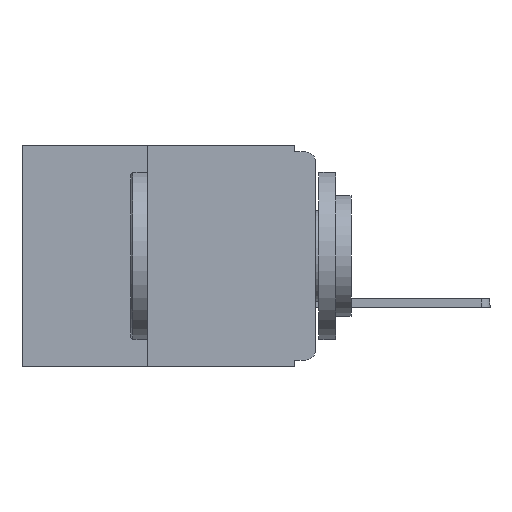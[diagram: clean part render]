
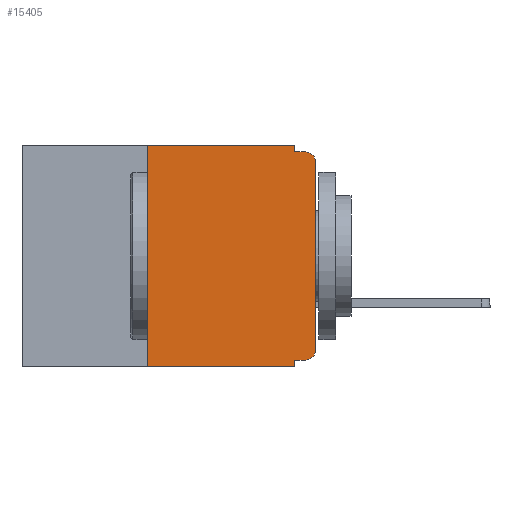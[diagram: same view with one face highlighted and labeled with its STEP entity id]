
A CAD part, left-side view. The second image highlights one B-rep face of the part: STEP entity #15405.
In plain terms, the highlighted planar face has unit normal (-1, 0, 0).
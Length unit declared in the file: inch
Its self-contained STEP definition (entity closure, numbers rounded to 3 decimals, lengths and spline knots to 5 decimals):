
#320 = VECTOR ( 'NONE', #16602, 39.37008 ) ;
#365 = CARTESIAN_POINT ( 'NONE',  ( 0., 0.015, -0.32 ) ) ;
#390 = VECTOR ( 'NONE', #15753, 39.37008 ) ;
#423 = DIRECTION ( 'NONE',  ( 0., 0., -1. ) ) ;
#464 = CARTESIAN_POINT ( 'NONE',  ( 0., 0.031, -0.33 ) ) ;
#522 = ORIENTED_EDGE ( 'NONE', *, *, #17024, .F. ) ;
#838 = CARTESIAN_POINT ( 'NONE',  ( 0., 0.031, 0. ) ) ;
#902 = VERTEX_POINT ( 'NONE', #2633 ) ;
#1230 = LINE ( 'NONE', #16204, #320 ) ;
#1373 = LINE ( 'NONE', #15653, #390 ) ;
#1599 = VECTOR ( 'NONE', #8002, 39.37008 ) ;
#1621 = AXIS2_PLACEMENT_3D ( 'NONE', #2323, #2282, #2278 ) ;
#1658 = LINE ( 'NONE', #10725, #1599 ) ;
#1893 = VECTOR ( 'NONE', #423, 39.37008 ) ;
#2254 = ORIENTED_EDGE ( 'NONE', *, *, #5833, .F. ) ;
#2278 = DIRECTION ( 'NONE',  ( 0., 0., -1. ) ) ;
#2282 = DIRECTION ( 'NONE',  ( -1., 0., 0. ) ) ;
#2286 = ORIENTED_EDGE ( 'NONE', *, *, #14380, .F. ) ;
#2323 = CARTESIAN_POINT ( 'NONE',  ( 0., 0.015, -0.305 ) ) ;
#2375 = LINE ( 'NONE', #464, #1893 ) ;
#2633 = CARTESIAN_POINT ( 'NONE',  ( 0., 0.25, 0. ) ) ;
#3669 = VECTOR ( 'NONE', #17106, 39.37008 ) ;
#3725 = ORIENTED_EDGE ( 'NONE', *, *, #16827, .F. ) ;
#3728 = LINE ( 'NONE', #17383, #3669 ) ;
#3891 = AXIS2_PLACEMENT_3D ( 'NONE', #10309, #12730, #12153 ) ;
#3920 = VECTOR ( 'NONE', #4139, 39.37008 ) ;
#4125 = VERTEX_POINT ( 'NONE', #365 ) ;
#4139 = DIRECTION ( 'NONE',  ( 0., -1., 0. ) ) ;
#4201 = VERTEX_POINT ( 'NONE', #17802 ) ;
#4472 = ORIENTED_EDGE ( 'NONE', *, *, #8338, .T. ) ;
#4512 = DIRECTION ( 'NONE',  ( 0., -1., 0. ) ) ;
#4580 = CARTESIAN_POINT ( 'NONE',  ( 0., 0., -0.305 ) ) ;
#4893 = VERTEX_POINT ( 'NONE', #12598 ) ;
#5048 = CIRCLE ( 'NONE', #1621, 0.015 ) ;
#5054 = EDGE_LOOP ( 'NONE', ( #17655, #17666, #522, #2254, #2286, #3725, #4472, #5934, #6194, #6650 ) ) ;
#5163 = CARTESIAN_POINT ( 'NONE',  ( 0., 0., -0.01 ) ) ;
#5301 = CARTESIAN_POINT ( 'NONE',  ( 0., 0.437, -0.33 ) ) ;
#5603 = CIRCLE ( 'NONE', #16459, 0.015 ) ;
#5833 = EDGE_CURVE ( 'NONE', #12758, #10533, #1658, .T. ) ;
#5934 = ORIENTED_EDGE ( 'NONE', *, *, #12488, .F. ) ;
#6194 = ORIENTED_EDGE ( 'NONE', *, *, #17669, .F. ) ;
#6650 = ORIENTED_EDGE ( 'NONE', *, *, #18161, .T. ) ;
#8002 = DIRECTION ( 'NONE',  ( 0., 0., -1. ) ) ;
#8150 = LINE ( 'NONE', #5163, #3920 ) ;
#8292 = CARTESIAN_POINT ( 'NONE',  ( 0., 0.031, -0.01 ) ) ;
#8338 = EDGE_CURVE ( 'NONE', #4201, #10638, #14356, .T. ) ;
#8350 = VERTEX_POINT ( 'NONE', #4580 ) ;
#8881 = VERTEX_POINT ( 'NONE', #16095 ) ;
#8939 = VERTEX_POINT ( 'NONE', #13542 ) ;
#9917 = VECTOR ( 'NONE', #10287, 39.37008 ) ;
#10069 = LINE ( 'NONE', #10265, #9917 ) ;
#10265 = CARTESIAN_POINT ( 'NONE',  ( 0., 0., -0.32 ) ) ;
#10287 = DIRECTION ( 'NONE',  ( 0., 1., 0. ) ) ;
#10309 = CARTESIAN_POINT ( 'NONE',  ( 0., 0.437, 0. ) ) ;
#10533 = VERTEX_POINT ( 'NONE', #8292 ) ;
#10638 = VERTEX_POINT ( 'NONE', #15271 ) ;
#10725 = CARTESIAN_POINT ( 'NONE',  ( 0., 0.031, 0. ) ) ;
#11144 = DIRECTION ( 'NONE',  ( 0., 0., -1. ) ) ;
#11362 = DIRECTION ( 'NONE',  ( -1., 0., 0. ) ) ;
#11375 = CARTESIAN_POINT ( 'NONE',  ( 0., 0.015, -0.025 ) ) ;
#12153 = DIRECTION ( 'NONE',  ( 0., 0., -1. ) ) ;
#12488 = EDGE_CURVE ( 'NONE', #4893, #10638, #2375, .T. ) ;
#12598 = CARTESIAN_POINT ( 'NONE',  ( 0., 0.031, -0.32 ) ) ;
#12730 = DIRECTION ( 'NONE',  ( 1., 0., 0. ) ) ;
#12758 = VERTEX_POINT ( 'NONE', #838 ) ;
#12887 = PLANE ( 'NONE',  #3891 ) ;
#13542 = CARTESIAN_POINT ( 'NONE',  ( 0., 0.015, -0.01 ) ) ;
#14314 = VECTOR ( 'NONE', #4512, 39.37008 ) ;
#14356 = LINE ( 'NONE', #5301, #14314 ) ;
#14380 = EDGE_CURVE ( 'NONE', #902, #12758, #1373, .T. ) ;
#15271 = CARTESIAN_POINT ( 'NONE',  ( 0., 0.031, -0.33 ) ) ;
#15405 = ADVANCED_FACE ( 'NONE', ( #17731 ), #12887, .F. ) ;
#15653 = CARTESIAN_POINT ( 'NONE',  ( 0., 0.437, 0. ) ) ;
#15753 = DIRECTION ( 'NONE',  ( 0., -1., 0. ) ) ;
#16095 = CARTESIAN_POINT ( 'NONE',  ( 0., 0., -0.025 ) ) ;
#16192 = EDGE_CURVE ( 'NONE', #8350, #8881, #3728, .T. ) ;
#16204 = CARTESIAN_POINT ( 'NONE',  ( 0., 0.25, -0.33 ) ) ;
#16459 = AXIS2_PLACEMENT_3D ( 'NONE', #11375, #11362, #11144 ) ;
#16602 = DIRECTION ( 'NONE',  ( 0., 0., 1. ) ) ;
#16827 = EDGE_CURVE ( 'NONE', #4201, #902, #1230, .T. ) ;
#17024 = EDGE_CURVE ( 'NONE', #10533, #8939, #8150, .T. ) ;
#17106 = DIRECTION ( 'NONE',  ( 0., 0., 1. ) ) ;
#17383 = CARTESIAN_POINT ( 'NONE',  ( 0., 0., 0. ) ) ;
#17655 = ORIENTED_EDGE ( 'NONE', *, *, #16192, .T. ) ;
#17666 = ORIENTED_EDGE ( 'NONE', *, *, #18062, .T. ) ;
#17669 = EDGE_CURVE ( 'NONE', #4125, #4893, #10069, .T. ) ;
#17731 = FACE_OUTER_BOUND ( 'NONE', #5054, .T. ) ;
#17802 = CARTESIAN_POINT ( 'NONE',  ( 0., 0.25, -0.33 ) ) ;
#18062 = EDGE_CURVE ( 'NONE', #8881, #8939, #5603, .T. ) ;
#18161 = EDGE_CURVE ( 'NONE', #4125, #8350, #5048, .T. ) ;
